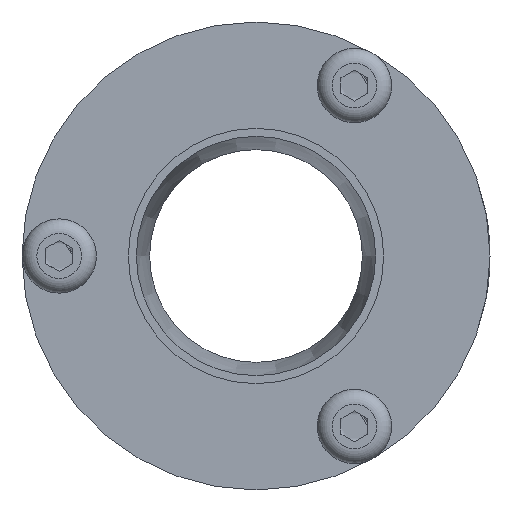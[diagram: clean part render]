
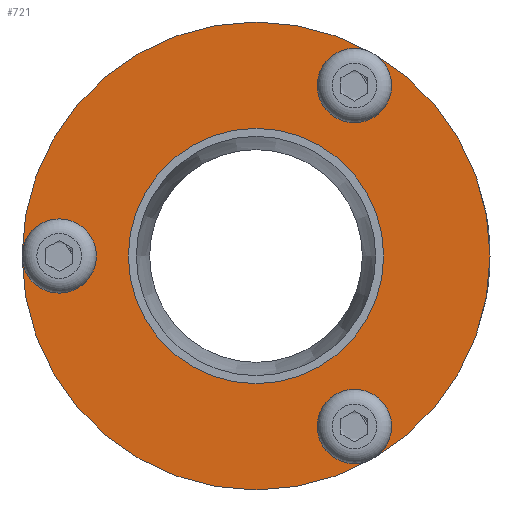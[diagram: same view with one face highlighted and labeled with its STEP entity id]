
A CAD part, left-side view. The second image highlights one B-rep face of the part: STEP entity #721.
In plain terms, the highlighted planar face has unit normal (-1, 0, 0).
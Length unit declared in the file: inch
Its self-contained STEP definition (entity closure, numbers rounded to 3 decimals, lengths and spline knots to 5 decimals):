
#65=FACE_BOUND('',#182,.T.);
#66=FACE_BOUND('',#183,.T.);
#67=FACE_BOUND('',#184,.T.);
#68=FACE_BOUND('',#185,.T.);
#87=PLANE('',#885);
#125=FACE_OUTER_BOUND('',#181,.T.);
#181=EDGE_LOOP('',(#599));
#182=EDGE_LOOP('',(#600));
#183=EDGE_LOOP('',(#601));
#184=EDGE_LOOP('',(#602));
#185=EDGE_LOOP('',(#603));
#306=CIRCLE('',#867,0.14063);
#308=CIRCLE('',#870,0.14063);
#310=CIRCLE('',#873,0.14063);
#316=CIRCLE('',#884,0.75);
#317=CIRCLE('',#886,1.375);
#357=VERTEX_POINT('',#1290);
#359=VERTEX_POINT('',#1296);
#361=VERTEX_POINT('',#1302);
#367=VERTEX_POINT('',#1322);
#368=VERTEX_POINT('',#1326);
#435=EDGE_CURVE('',#357,#357,#306,.T.);
#438=EDGE_CURVE('',#359,#359,#308,.T.);
#441=EDGE_CURVE('',#361,#361,#310,.T.);
#449=EDGE_CURVE('',#367,#367,#316,.T.);
#451=EDGE_CURVE('',#368,#368,#317,.T.);
#599=ORIENTED_EDGE('',*,*,#451,.F.);
#600=ORIENTED_EDGE('',*,*,#435,.T.);
#601=ORIENTED_EDGE('',*,*,#438,.T.);
#602=ORIENTED_EDGE('',*,*,#441,.T.);
#603=ORIENTED_EDGE('',*,*,#449,.T.);
#721=ADVANCED_FACE('',(#125,#65,#66,#67,#68),#87,.T.);
#867=AXIS2_PLACEMENT_3D('',#1292,#1033,#1034);
#870=AXIS2_PLACEMENT_3D('',#1298,#1040,#1041);
#873=AXIS2_PLACEMENT_3D('',#1304,#1047,#1048);
#884=AXIS2_PLACEMENT_3D('',#1323,#1071,#1072);
#885=AXIS2_PLACEMENT_3D('',#1325,#1074,#1075);
#886=AXIS2_PLACEMENT_3D('',#1327,#1076,#1077);
#1033=DIRECTION('center_axis',(1.,0.,0.));
#1034=DIRECTION('ref_axis',(0.,-0.866,0.5));
#1040=DIRECTION('center_axis',(1.,0.,0.));
#1041=DIRECTION('ref_axis',(0.,0.866,0.5));
#1047=DIRECTION('center_axis',(1.,0.,0.));
#1048=DIRECTION('ref_axis',(0.,0.,-1.));
#1071=DIRECTION('center_axis',(1.,0.,0.));
#1072=DIRECTION('ref_axis',(0.,1.,0.));
#1074=DIRECTION('center_axis',(-1.,0.,0.));
#1075=DIRECTION('ref_axis',(0.,0.,1.));
#1076=DIRECTION('center_axis',(1.,0.,0.));
#1077=DIRECTION('ref_axis',(0.,1.,0.));
#1290=CARTESIAN_POINT('',(1.24646,-1.29814,-1.07165));
#1292=CARTESIAN_POINT('Origin',(1.24646,-1.41992,-1.00134));
#1296=CARTESIAN_POINT('',(1.24646,-1.54171,0.93103));
#1298=CARTESIAN_POINT('Origin',(1.24646,-1.41992,1.00134));
#1302=CARTESIAN_POINT('',(1.24646,0.31445,0.14063));
#1304=CARTESIAN_POINT('Origin',(1.24646,0.31445,0.));
#1322=CARTESIAN_POINT('',(1.24646,-1.5918,0.));
#1323=CARTESIAN_POINT('Origin',(1.24646,-0.8418,0.));
#1325=CARTESIAN_POINT('Origin',(1.24646,0.2207,0.));
#1326=CARTESIAN_POINT('',(1.24646,-2.2168,0.));
#1327=CARTESIAN_POINT('Origin',(1.24646,-0.8418,0.));
